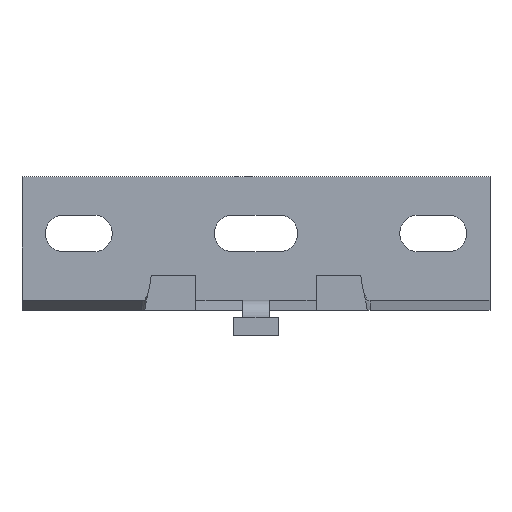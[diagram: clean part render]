
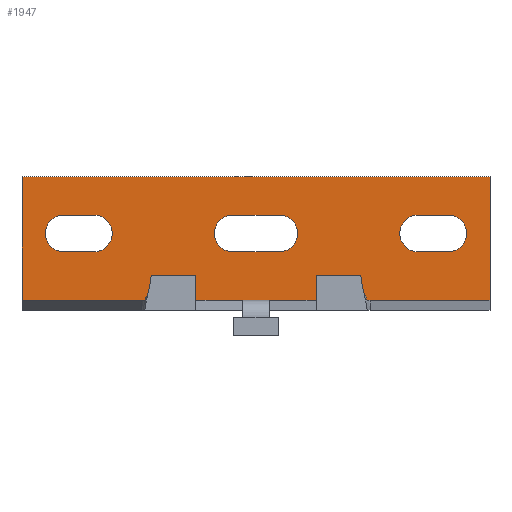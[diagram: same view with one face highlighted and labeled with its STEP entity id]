
A CAD part, front view. The second image highlights one B-rep face of the part: STEP entity #1947.
In plain terms, the highlighted planar face has unit normal (0, -1, 0).
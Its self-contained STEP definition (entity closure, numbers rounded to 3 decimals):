
#384=DIRECTION('',(0.,0.,-1.));
#385=VECTOR('',#384,37.);
#386=CARTESIAN_POINT('',(207.5,99.,40.));
#387=LINE('',#386,#385);
#388=DIRECTION('',(-1.,0.,0.));
#389=VECTOR('',#388,140.);
#390=CARTESIAN_POINT('',(207.5,99.,3.));
#391=LINE('',#390,#389);
#392=DIRECTION('',(0.,0.,1.));
#393=VECTOR('',#392,37.);
#394=CARTESIAN_POINT('',(67.5,99.,3.));
#395=LINE('',#394,#393);
#396=CARTESIAN_POINT('',(80.,99.,23.));
#397=DIRECTION('',(0.,1.,0.));
#398=DIRECTION('',(-1.,0.,0.));
#399=AXIS2_PLACEMENT_3D('',#396,#397,#398);
#401=CARTESIAN_POINT('',(80.,99.,23.));
#402=DIRECTION('',(0.,1.,0.));
#403=DIRECTION('',(0.,0.,-1.));
#404=AXIS2_PLACEMENT_3D('',#401,#402,#403);
#406=CARTESIAN_POINT('',(89.,99.,23.));
#407=DIRECTION('',(0.,1.,0.));
#408=DIRECTION('',(1.,0.,0.));
#409=AXIS2_PLACEMENT_3D('',#406,#407,#408);
#411=CARTESIAN_POINT('',(89.,99.,23.));
#412=DIRECTION('',(0.,1.,0.));
#413=DIRECTION('',(0.,0.,1.));
#414=AXIS2_PLACEMENT_3D('',#411,#412,#413);
#416=DIRECTION('',(1.,0.,0.));
#417=VECTOR('',#416,14.);
#418=CARTESIAN_POINT('',(130.5,99.,28.5));
#419=LINE('',#418,#417);
#420=CARTESIAN_POINT('',(130.5,99.,23.));
#421=DIRECTION('',(0.,1.,0.));
#422=DIRECTION('',(-1.,0.,0.));
#423=AXIS2_PLACEMENT_3D('',#420,#421,#422);
#425=CARTESIAN_POINT('',(130.5,99.,23.));
#426=DIRECTION('',(0.,1.,0.));
#427=DIRECTION('',(0.,0.,-1.));
#428=AXIS2_PLACEMENT_3D('',#425,#426,#427);
#430=DIRECTION('',(-1.,0.,0.));
#431=VECTOR('',#430,14.);
#432=CARTESIAN_POINT('',(144.5,99.,17.5));
#433=LINE('',#432,#431);
#434=CARTESIAN_POINT('',(144.5,99.,23.));
#435=DIRECTION('',(0.,1.,0.));
#436=DIRECTION('',(1.,0.,0.));
#437=AXIS2_PLACEMENT_3D('',#434,#435,#436);
#439=CARTESIAN_POINT('',(144.5,99.,23.));
#440=DIRECTION('',(0.,1.,0.));
#441=DIRECTION('',(0.,0.,1.));
#442=AXIS2_PLACEMENT_3D('',#439,#440,#441);
#444=CARTESIAN_POINT('',(195.,99.,23.));
#445=DIRECTION('',(0.,1.,0.));
#446=DIRECTION('',(1.,0.,0.));
#447=AXIS2_PLACEMENT_3D('',#444,#445,#446);
#449=CARTESIAN_POINT('',(195.,99.,23.));
#450=DIRECTION('',(0.,1.,0.));
#451=DIRECTION('',(0.,0.,1.));
#452=AXIS2_PLACEMENT_3D('',#449,#450,#451);
#454=DIRECTION('',(1.,0.,0.));
#455=VECTOR('',#454,9.);
#456=CARTESIAN_POINT('',(186.,99.,28.5));
#457=LINE('',#456,#455);
#458=CARTESIAN_POINT('',(186.,99.,23.));
#459=DIRECTION('',(0.,1.,0.));
#460=DIRECTION('',(-1.,0.,0.));
#461=AXIS2_PLACEMENT_3D('',#458,#459,#460);
#463=CARTESIAN_POINT('',(186.,99.,23.));
#464=DIRECTION('',(0.,1.,0.));
#465=DIRECTION('',(0.,0.,-1.));
#466=AXIS2_PLACEMENT_3D('',#463,#464,#465);
#468=DIRECTION('',(-1.,0.,0.));
#469=VECTOR('',#468,9.);
#470=CARTESIAN_POINT('',(195.,99.,17.5));
#471=LINE('',#470,#469);
#472=DIRECTION('',(1.,0.,0.));
#473=VECTOR('',#472,140.);
#474=CARTESIAN_POINT('',(67.5,99.,40.));
#475=LINE('',#474,#473);
#588=DIRECTION('',(-1.,0.,0.));
#589=VECTOR('',#588,9.);
#590=CARTESIAN_POINT('',(89.,99.,28.5));
#591=LINE('',#590,#589);
#608=DIRECTION('',(1.,0.,0.));
#609=VECTOR('',#608,9.);
#610=CARTESIAN_POINT('',(80.,99.,17.5));
#611=LINE('',#610,#609);
#1106=CARTESIAN_POINT('',(207.5,99.,40.));
#1108=VERTEX_POINT('',#1106);
#1113=CARTESIAN_POINT('',(130.5,99.,17.5));
#1115=VERTEX_POINT('',#1113);
#1119=CARTESIAN_POINT('',(144.5,99.,17.5));
#1120=VERTEX_POINT('',#1119);
#1175=CARTESIAN_POINT('',(125.,99.,23.));
#1176=VERTEX_POINT('',#1175);
#1183=CARTESIAN_POINT('',(80.,99.,17.5));
#1184=CARTESIAN_POINT('',(89.,99.,17.5));
#1185=VERTEX_POINT('',#1183);
#1186=VERTEX_POINT('',#1184);
#1262=CARTESIAN_POINT('',(89.,99.,28.5));
#1263=CARTESIAN_POINT('',(94.5,99.,23.));
#1264=VERTEX_POINT('',#1262);
#1265=VERTEX_POINT('',#1263);
#1319=CARTESIAN_POINT('',(67.5,99.,40.));
#1321=VERTEX_POINT('',#1319);
#1323=CARTESIAN_POINT('',(195.,99.,17.5));
#1325=VERTEX_POINT('',#1323);
#1328=CARTESIAN_POINT('',(200.5,99.,23.));
#1329=VERTEX_POINT('',#1328);
#1332=CARTESIAN_POINT('',(150.,99.,23.));
#1333=VERTEX_POINT('',#1332);
#1335=CARTESIAN_POINT('',(186.,99.,28.5));
#1337=VERTEX_POINT('',#1335);
#1340=CARTESIAN_POINT('',(180.5,99.,23.));
#1341=VERTEX_POINT('',#1340);
#1342=CARTESIAN_POINT('',(186.,99.,17.5));
#1344=VERTEX_POINT('',#1342);
#1346=CARTESIAN_POINT('',(195.,99.,28.5));
#1348=VERTEX_POINT('',#1346);
#1353=CARTESIAN_POINT('',(130.5,99.,28.5));
#1355=VERTEX_POINT('',#1353);
#1356=CARTESIAN_POINT('',(144.5,99.,28.5));
#1357=VERTEX_POINT('',#1356);
#1360=CARTESIAN_POINT('',(74.5,99.,23.));
#1361=CARTESIAN_POINT('',(80.,99.,28.5));
#1362=VERTEX_POINT('',#1360);
#1363=VERTEX_POINT('',#1361);
#1400=CARTESIAN_POINT('',(207.5,99.,3.));
#1401=CARTESIAN_POINT('',(67.5,99.,3.));
#1402=VERTEX_POINT('',#1400);
#1403=VERTEX_POINT('',#1401);
#1893=CARTESIAN_POINT('',(67.5,99.,3.));
#1894=DIRECTION('',(0.,-1.,0.));
#1895=DIRECTION('',(0.,0.,-1.));
#1896=AXIS2_PLACEMENT_3D('',#1893,#1894,#1895);
#1897=PLANE('',#1896);
#1898=ORIENTED_EDGE('',*,*,#1427,.T.);
#1899=ORIENTED_EDGE('',*,*,#1455,.T.);
#1900=ORIENTED_EDGE('',*,*,#1881,.T.);
#1902=ORIENTED_EDGE('',*,*,#1901,.T.);
#1903=EDGE_LOOP('',(#1898,#1899,#1900,#1902));
#1904=FACE_OUTER_BOUND('',#1903,.F.);
#1906=ORIENTED_EDGE('',*,*,#1905,.T.);
#1908=ORIENTED_EDGE('',*,*,#1907,.F.);
#1910=ORIENTED_EDGE('',*,*,#1909,.F.);
#1912=ORIENTED_EDGE('',*,*,#1911,.T.);
#1914=ORIENTED_EDGE('',*,*,#1913,.F.);
#1916=ORIENTED_EDGE('',*,*,#1915,.F.);
#1917=EDGE_LOOP('',(#1906,#1908,#1910,#1912,#1914,#1916));
#1918=FACE_BOUND('',#1917,.F.);
#1920=ORIENTED_EDGE('',*,*,#1919,.F.);
#1922=ORIENTED_EDGE('',*,*,#1921,.F.);
#1924=ORIENTED_EDGE('',*,*,#1923,.F.);
#1926=ORIENTED_EDGE('',*,*,#1925,.F.);
#1928=ORIENTED_EDGE('',*,*,#1927,.F.);
#1930=ORIENTED_EDGE('',*,*,#1929,.F.);
#1931=EDGE_LOOP('',(#1920,#1922,#1924,#1926,#1928,#1930));
#1932=FACE_BOUND('',#1931,.F.);
#1934=ORIENTED_EDGE('',*,*,#1933,.F.);
#1936=ORIENTED_EDGE('',*,*,#1935,.F.);
#1938=ORIENTED_EDGE('',*,*,#1937,.F.);
#1940=ORIENTED_EDGE('',*,*,#1939,.F.);
#1942=ORIENTED_EDGE('',*,*,#1941,.F.);
#1944=ORIENTED_EDGE('',*,*,#1943,.F.);
#1945=EDGE_LOOP('',(#1934,#1936,#1938,#1940,#1942,#1944));
#1946=FACE_BOUND('',#1945,.F.);
#1947=ADVANCED_FACE('',(#1904,#1918,#1932,#1946),#1897,.T.);
#400=CIRCLE('',#399,5.5);
#405=CIRCLE('',#404,5.5);
#410=CIRCLE('',#409,5.5);
#415=CIRCLE('',#414,5.5);
#424=CIRCLE('',#423,5.5);
#429=CIRCLE('',#428,5.5);
#438=CIRCLE('',#437,5.5);
#443=CIRCLE('',#442,5.5);
#448=CIRCLE('',#447,5.5);
#453=CIRCLE('',#452,5.5);
#462=CIRCLE('',#461,5.5);
#467=CIRCLE('',#466,5.5);
#1427=EDGE_CURVE('',#1108,#1402,#387,.T.);
#1455=EDGE_CURVE('',#1402,#1403,#391,.T.);
#1881=EDGE_CURVE('',#1403,#1321,#395,.T.);
#1901=EDGE_CURVE('',#1321,#1108,#475,.T.);
#1905=EDGE_CURVE('',#1264,#1363,#591,.T.);
#1907=EDGE_CURVE('',#1362,#1363,#400,.T.);
#1909=EDGE_CURVE('',#1185,#1362,#405,.T.);
#1911=EDGE_CURVE('',#1185,#1186,#611,.T.);
#1913=EDGE_CURVE('',#1265,#1186,#410,.T.);
#1915=EDGE_CURVE('',#1264,#1265,#415,.T.);
#1919=EDGE_CURVE('',#1355,#1357,#419,.T.);
#1921=EDGE_CURVE('',#1176,#1355,#424,.T.);
#1923=EDGE_CURVE('',#1115,#1176,#429,.T.);
#1925=EDGE_CURVE('',#1120,#1115,#433,.T.);
#1927=EDGE_CURVE('',#1333,#1120,#438,.T.);
#1929=EDGE_CURVE('',#1357,#1333,#443,.T.);
#1933=EDGE_CURVE('',#1329,#1325,#448,.T.);
#1935=EDGE_CURVE('',#1348,#1329,#453,.T.);
#1937=EDGE_CURVE('',#1337,#1348,#457,.T.);
#1939=EDGE_CURVE('',#1341,#1337,#462,.T.);
#1941=EDGE_CURVE('',#1344,#1341,#467,.T.);
#1943=EDGE_CURVE('',#1325,#1344,#471,.T.);
